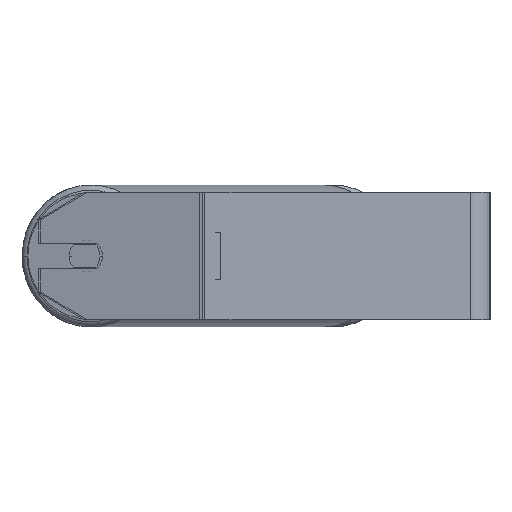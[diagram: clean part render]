
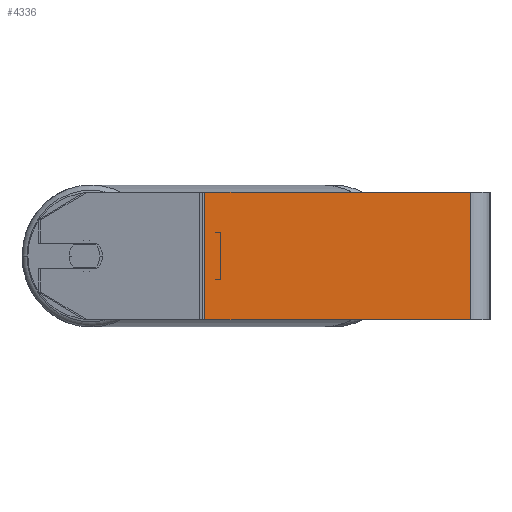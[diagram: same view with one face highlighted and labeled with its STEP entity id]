
A CAD part, left-side view. The second image highlights one B-rep face of the part: STEP entity #4336.
In plain terms, the highlighted planar face has unit normal (-1, 0, 0).
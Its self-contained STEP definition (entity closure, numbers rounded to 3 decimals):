
#151 = VERTEX_POINT ( 'NONE', #1200 ) ;
#577 = LINE ( 'NONE', #7915, #1446 ) ;
#1018 = EDGE_CURVE ( 'NONE', #2738, #8102, #577, .T. ) ;
#1073 = LINE ( 'NONE', #8453, #6260 ) ;
#1200 = CARTESIAN_POINT ( 'NONE',  ( -900., 178.689, 40. ) ) ;
#1446 = VECTOR ( 'NONE', #5789, 1000. ) ;
#1762 = CARTESIAN_POINT ( 'NONE',  ( -900., 12., 40. ) ) ;
#2335 = PLANE ( 'NONE',  #6414 ) ;
#2500 = CARTESIAN_POINT ( 'NONE',  ( -900., 178.689, -40. ) ) ;
#2738 = VERTEX_POINT ( 'NONE', #1762 ) ;
#2906 = CARTESIAN_POINT ( 'NONE',  ( -900., 180.269, 40. ) ) ;
#3162 = CARTESIAN_POINT ( 'NONE',  ( -900., 180.269, 40. ) ) ;
#3315 = VECTOR ( 'NONE', #5861, 1000. ) ;
#3545 = LINE ( 'NONE', #7564, #6985 ) ;
#3667 = FACE_OUTER_BOUND ( 'NONE', #4873, .T. ) ;
#3706 = DIRECTION ( 'NONE',  ( 0., 0., -1. ) ) ;
#3852 = ORIENTED_EDGE ( 'NONE', *, *, #3860, .T. ) ;
#3860 = EDGE_CURVE ( 'NONE', #8429, #8102, #1073, .T. ) ;
#4336 = ADVANCED_FACE ( 'NONE', ( #3667 ), #2335, .F. ) ;
#4873 = EDGE_LOOP ( 'NONE', ( #3852, #6075, #5520, #5379 ) ) ;
#4882 = EDGE_CURVE ( 'NONE', #151, #2738, #7182, .T. ) ;
#5044 = DIRECTION ( 'NONE',  ( 1., 0., 0. ) ) ;
#5379 = ORIENTED_EDGE ( 'NONE', *, *, #5537, .T. ) ;
#5520 = ORIENTED_EDGE ( 'NONE', *, *, #4882, .F. ) ;
#5537 = EDGE_CURVE ( 'NONE', #151, #8429, #3545, .T. ) ;
#5789 = DIRECTION ( 'NONE',  ( 0., 0., -1. ) ) ;
#5793 = DIRECTION ( 'NONE',  ( 0., -1., 0. ) ) ;
#5861 = DIRECTION ( 'NONE',  ( 0., -1., 0. ) ) ;
#6016 = CARTESIAN_POINT ( 'NONE',  ( -900., 12., -40. ) ) ;
#6075 = ORIENTED_EDGE ( 'NONE', *, *, #1018, .F. ) ;
#6260 = VECTOR ( 'NONE', #5793, 1000. ) ;
#6280 = DIRECTION ( 'NONE',  ( 0., 0., -1. ) ) ;
#6414 = AXIS2_PLACEMENT_3D ( 'NONE', #2906, #5044, #3706 ) ;
#6985 = VECTOR ( 'NONE', #6280, 1000. ) ;
#7182 = LINE ( 'NONE', #3162, #3315 ) ;
#7564 = CARTESIAN_POINT ( 'NONE',  ( -900., 178.689, 40. ) ) ;
#7915 = CARTESIAN_POINT ( 'NONE',  ( -900., 12., 40. ) ) ;
#8102 = VERTEX_POINT ( 'NONE', #6016 ) ;
#8429 = VERTEX_POINT ( 'NONE', #2500 ) ;
#8453 = CARTESIAN_POINT ( 'NONE',  ( -900., 180.269, -40. ) ) ;
